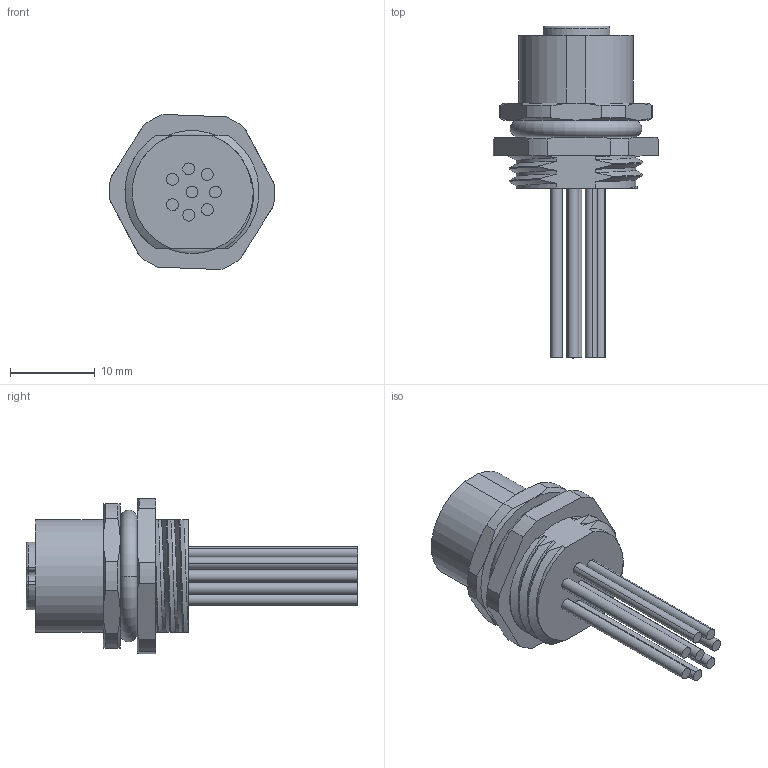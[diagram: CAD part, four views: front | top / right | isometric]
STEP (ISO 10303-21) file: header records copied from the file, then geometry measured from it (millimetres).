
FILE_DESCRIPTION((''),'2;1');
FILE_NAME('12_SW0001','2017-07-27T',('hq.zhang'),(''),'PRO/ENGINEER BY PARAMETRIC TECHNOLOGY CORPORATION, 2012480','PRO/ENGINEER BY PARAMETRIC TECHNOLOGY CORPORATION, 2012480','');
FILE_SCHEMA(('AUTOMOTIVE_DESIGN { 1 0 10303 214 1 1 1 1 }'));
Length unit declared in the file: millimetre
Products named in the file (1): 12_SW0001
Bounding box: 19.5 x 39.1 x 18.27 mm (x, y, z)
Volume: 3054.8 mm3; surface area: 3733.1 mm2
Topology: 1 solids, 1 shells, 564 faces, 1467 edges, 926 vertices
Faces by surface type: plane 149, cone 145, extrusion 111, cylinder 103, torus 30, bspline 24, sphere 2
Entity records: 20582 total; most frequent: CARTESIAN_POINT 7473, ORIENTED_EDGE 2902, DIRECTION 2353, EDGE_CURVE 1451, VERTEX_POINT 926, AXIS2_PLACEMENT_3D 846, VECTOR 661, EDGE_LOOP 609
